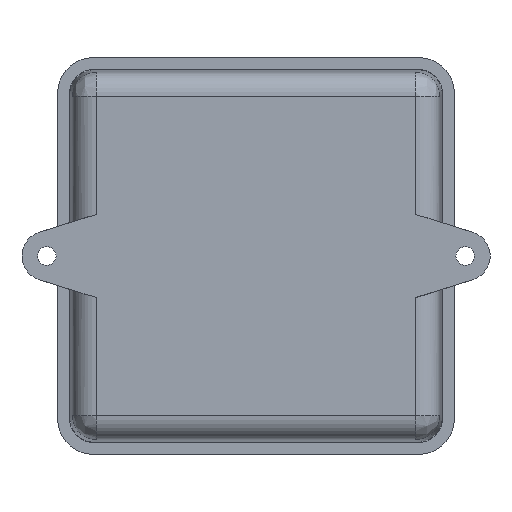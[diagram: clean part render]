
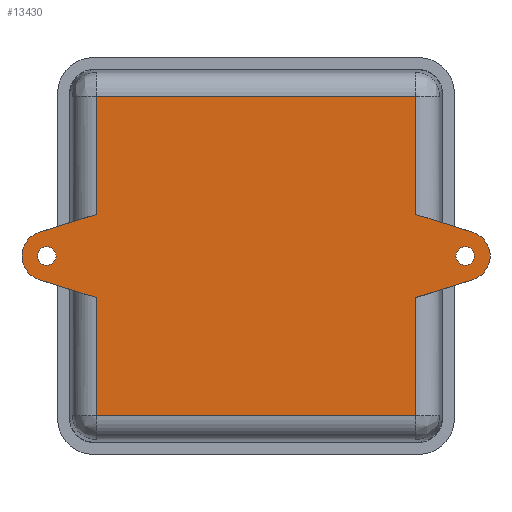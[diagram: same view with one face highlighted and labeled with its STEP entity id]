
A CAD part, front view. The second image highlights one B-rep face of the part: STEP entity #13430.
In plain terms, the highlighted planar face has unit normal (0, -1, 0).
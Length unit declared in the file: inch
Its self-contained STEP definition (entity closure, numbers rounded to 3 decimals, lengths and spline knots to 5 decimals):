
#82 = DIRECTION ( 'NONE',  ( 0.954, 0., 0.3 ) ) ;
#162 = CARTESIAN_POINT ( 'NONE',  ( -2.47216, -4.00579, -2.15063 ) ) ;
#170 = DIRECTION ( 'NONE',  ( 1., 0., 0. ) ) ;
#221 = ORIENTED_EDGE ( 'NONE', *, *, #1653, .T. ) ;
#632 = EDGE_CURVE ( 'NONE', #5113, #6651, #19157, .T. ) ;
#857 = LINE ( 'NONE', #4476, #17838 ) ;
#1445 = EDGE_CURVE ( 'NONE', #14943, #14943, #11360, .T. ) ;
#1588 = CARTESIAN_POINT ( 'NONE',  ( 2.5938, -4.00579, -0.31962 ) ) ;
#1653 = EDGE_CURVE ( 'NONE', #11453, #18792, #10822, .T. ) ;
#2329 = DIRECTION ( 'NONE',  ( 0., -1., 0. ) ) ;
#2557 = CARTESIAN_POINT ( 'NONE',  ( 2.49346, -4.00579, 0. ) ) ;
#2580 = EDGE_CURVE ( 'NONE', #7088, #19381, #12081, .T. ) ;
#2597 = LINE ( 'NONE', #9393, #4078 ) ;
#2660 = ORIENTED_EDGE ( 'NONE', *, *, #14085, .T. ) ;
#2764 = CARTESIAN_POINT ( 'NONE',  ( -2.47216, -4.00579, -0.55967 ) ) ;
#2794 = CARTESIAN_POINT ( 'NONE',  ( -0.32154, -4.00579, 0. ) ) ;
#2813 = EDGE_CURVE ( 'NONE', #6844, #12276, #19572, .T. ) ;
#2816 = CIRCLE ( 'NONE', #17627, 0.335 ) ;
#3062 = DIRECTION ( 'NONE',  ( 0., 0., -1. ) ) ;
#3098 = LINE ( 'NONE', #9600, #6817 ) ;
#3273 = CARTESIAN_POINT ( 'NONE',  ( -3.13654, -4.00579, 0. ) ) ;
#3317 = AXIS2_PLACEMENT_3D ( 'NONE', #2557, #4147, #15379 ) ;
#3332 = CARTESIAN_POINT ( 'NONE',  ( 1.82909, -4.00579, 0. ) ) ;
#3531 = DIRECTION ( 'NONE',  ( 0.954, 0., -0.3 ) ) ;
#3915 = LINE ( 'NONE', #12866, #7413 ) ;
#4030 = LINE ( 'NONE', #19753, #8550 ) ;
#4078 = VECTOR ( 'NONE', #17411, 39.37008 ) ;
#4145 = EDGE_LOOP ( 'NONE', ( #11024 ) ) ;
#4147 = DIRECTION ( 'NONE',  ( 0., 1., 0. ) ) ;
#4154 = AXIS2_PLACEMENT_3D ( 'NONE', #2794, #6121, #12596 ) ;
#4476 = CARTESIAN_POINT ( 'NONE',  ( -0.32154, -4.00579, 2.15063 ) ) ;
#4555 = EDGE_LOOP ( 'NONE', ( #11969 ) ) ;
#4652 = ORIENTED_EDGE ( 'NONE', *, *, #14213, .T. ) ;
#4802 = CARTESIAN_POINT ( 'NONE',  ( -3.13654, -4.00579, 0. ) ) ;
#4907 = DIRECTION ( 'NONE',  ( 0., 0., 1. ) ) ;
#5113 = VERTEX_POINT ( 'NONE', #7489 ) ;
#5169 = ORIENTED_EDGE ( 'NONE', *, *, #17676, .T. ) ;
#5228 = VECTOR ( 'NONE', #10318, 39.37008 ) ;
#5566 = EDGE_CURVE ( 'NONE', #19213, #20156, #4030, .T. ) ;
#5773 = CARTESIAN_POINT ( 'NONE',  ( -3.13654, -4.00579, -0.125 ) ) ;
#5928 = CARTESIAN_POINT ( 'NONE',  ( 2.5938, -4.00579, 0.31962 ) ) ;
#6121 = DIRECTION ( 'NONE',  ( 0., -1., 0. ) ) ;
#6472 = DIRECTION ( 'NONE',  ( 0., 0., -1. ) ) ;
#6518 = EDGE_CURVE ( 'NONE', #12417, #12417, #14302, .T. ) ;
#6651 = VERTEX_POINT ( 'NONE', #14926 ) ;
#6817 = VECTOR ( 'NONE', #82, 39.37008 ) ;
#6844 = VERTEX_POINT ( 'NONE', #15618 ) ;
#7088 = VERTEX_POINT ( 'NONE', #8009 ) ;
#7375 = CARTESIAN_POINT ( 'NONE',  ( -2.47216, -4.00579, 0. ) ) ;
#7413 = VECTOR ( 'NONE', #170, 39.37008 ) ;
#7489 = CARTESIAN_POINT ( 'NONE',  ( 1.82909, -4.00579, 0.55967 ) ) ;
#7873 = FACE_BOUND ( 'NONE', #4145, .T. ) ;
#8009 = CARTESIAN_POINT ( 'NONE',  ( -2.47216, -4.00579, 2.15063 ) ) ;
#8550 = VECTOR ( 'NONE', #10133, 39.37008 ) ;
#8641 = CARTESIAN_POINT ( 'NONE',  ( 1.82909, -4.00579, -2.15063 ) ) ;
#8722 = EDGE_CURVE ( 'NONE', #20156, #11453, #3915, .T. ) ;
#8733 = DIRECTION ( 'NONE',  ( 0., 0., -1. ) ) ;
#8793 = VECTOR ( 'NONE', #12055, 39.37008 ) ;
#8861 = EDGE_CURVE ( 'NONE', #12276, #19213, #18473, .T. ) ;
#9238 = VERTEX_POINT ( 'NONE', #1588 ) ;
#9353 = ORIENTED_EDGE ( 'NONE', *, *, #14857, .T. ) ;
#9393 = CARTESIAN_POINT ( 'NONE',  ( 2.5938, -4.00579, 0.31962 ) ) ;
#9600 = CARTESIAN_POINT ( 'NONE',  ( 1.82909, -4.00579, -0.55967 ) ) ;
#10133 = DIRECTION ( 'NONE',  ( 0., 0., -1. ) ) ;
#10145 = FACE_BOUND ( 'NONE', #4555, .T. ) ;
#10318 = DIRECTION ( 'NONE',  ( -0.954, 0., -0.3 ) ) ;
#10368 = CARTESIAN_POINT ( 'NONE',  ( 2.49346, -4.00579, -0.125 ) ) ;
#10471 = CARTESIAN_POINT ( 'NONE',  ( -3.23687, -4.00579, -0.31962 ) ) ;
#10822 = LINE ( 'NONE', #12108, #18144 ) ;
#10828 = PLANE ( 'NONE',  #4154 ) ;
#10933 = DIRECTION ( 'NONE',  ( -1., 0., 0. ) ) ;
#11024 = ORIENTED_EDGE ( 'NONE', *, *, #6518, .T. ) ;
#11360 = CIRCLE ( 'NONE', #3317, 0.125 ) ;
#11453 = VERTEX_POINT ( 'NONE', #8641 ) ;
#11791 = CARTESIAN_POINT ( 'NONE',  ( -3.23687, -4.00579, -0.31962 ) ) ;
#11895 = VECTOR ( 'NONE', #4907, 39.37008 ) ;
#11969 = ORIENTED_EDGE ( 'NONE', *, *, #1445, .T. ) ;
#12018 = EDGE_CURVE ( 'NONE', #6651, #7088, #857, .T. ) ;
#12055 = DIRECTION ( 'NONE',  ( 0., 0., -1. ) ) ;
#12081 = LINE ( 'NONE', #7375, #8793 ) ;
#12108 = CARTESIAN_POINT ( 'NONE',  ( 1.82909, -4.00579, 0. ) ) ;
#12276 = VERTEX_POINT ( 'NONE', #11791 ) ;
#12417 = VERTEX_POINT ( 'NONE', #5773 ) ;
#12596 = DIRECTION ( 'NONE',  ( 0., 0., -1. ) ) ;
#12866 = CARTESIAN_POINT ( 'NONE',  ( -0.32154, -4.00579, -2.15063 ) ) ;
#13430 = ADVANCED_FACE ( 'NONE', ( #10145, #7873, #14931 ), #10828, .T. ) ;
#13698 = ORIENTED_EDGE ( 'NONE', *, *, #8722, .T. ) ;
#13749 = EDGE_LOOP ( 'NONE', ( #15786, #13698, #221, #4652, #9353, #2660, #17419, #20361, #18722, #5169, #18738, #17916 ) ) ;
#14085 = EDGE_CURVE ( 'NONE', #14446, #5113, #2597, .T. ) ;
#14108 = AXIS2_PLACEMENT_3D ( 'NONE', #4802, #17536, #6472 ) ;
#14213 = EDGE_CURVE ( 'NONE', #18792, #9238, #3098, .T. ) ;
#14302 = CIRCLE ( 'NONE', #14108, 0.125 ) ;
#14446 = VERTEX_POINT ( 'NONE', #5928 ) ;
#14554 = DIRECTION ( 'NONE',  ( 0., -1., 0. ) ) ;
#14857 = EDGE_CURVE ( 'NONE', #9238, #14446, #2816, .T. ) ;
#14926 = CARTESIAN_POINT ( 'NONE',  ( 1.82909, -4.00579, 2.15063 ) ) ;
#14931 = FACE_OUTER_BOUND ( 'NONE', #13749, .T. ) ;
#14943 = VERTEX_POINT ( 'NONE', #10368 ) ;
#15379 = DIRECTION ( 'NONE',  ( 0., 0., -1. ) ) ;
#15618 = CARTESIAN_POINT ( 'NONE',  ( -3.23687, -4.00579, 0.31962 ) ) ;
#15657 = CARTESIAN_POINT ( 'NONE',  ( -2.47216, -4.00579, 0.55967 ) ) ;
#15786 = ORIENTED_EDGE ( 'NONE', *, *, #5566, .T. ) ;
#16221 = VECTOR ( 'NONE', #3531, 39.37008 ) ;
#16828 = LINE ( 'NONE', #16863, #5228 ) ;
#16863 = CARTESIAN_POINT ( 'NONE',  ( -2.47216, -4.00579, 0.55967 ) ) ;
#16897 = CARTESIAN_POINT ( 'NONE',  ( 2.49346, -4.00579, 0. ) ) ;
#16962 = DIRECTION ( 'NONE',  ( 0., 0., 1. ) ) ;
#17411 = DIRECTION ( 'NONE',  ( -0.954, 0., 0.3 ) ) ;
#17419 = ORIENTED_EDGE ( 'NONE', *, *, #632, .T. ) ;
#17536 = DIRECTION ( 'NONE',  ( 0., 1., 0. ) ) ;
#17627 = AXIS2_PLACEMENT_3D ( 'NONE', #16897, #2329, #8733 ) ;
#17676 = EDGE_CURVE ( 'NONE', #19381, #6844, #16828, .T. ) ;
#17678 = AXIS2_PLACEMENT_3D ( 'NONE', #3273, #14554, #3062 ) ;
#17838 = VECTOR ( 'NONE', #10933, 39.37008 ) ;
#17916 = ORIENTED_EDGE ( 'NONE', *, *, #8861, .T. ) ;
#18144 = VECTOR ( 'NONE', #16962, 39.37008 ) ;
#18473 = LINE ( 'NONE', #10471, #16221 ) ;
#18722 = ORIENTED_EDGE ( 'NONE', *, *, #2580, .T. ) ;
#18738 = ORIENTED_EDGE ( 'NONE', *, *, #2813, .T. ) ;
#18792 = VERTEX_POINT ( 'NONE', #20154 ) ;
#19157 = LINE ( 'NONE', #3332, #11895 ) ;
#19213 = VERTEX_POINT ( 'NONE', #2764 ) ;
#19381 = VERTEX_POINT ( 'NONE', #15657 ) ;
#19572 = CIRCLE ( 'NONE', #17678, 0.335 ) ;
#19753 = CARTESIAN_POINT ( 'NONE',  ( -2.47216, -4.00579, 0. ) ) ;
#20154 = CARTESIAN_POINT ( 'NONE',  ( 1.82909, -4.00579, -0.55967 ) ) ;
#20156 = VERTEX_POINT ( 'NONE', #162 ) ;
#20361 = ORIENTED_EDGE ( 'NONE', *, *, #12018, .T. ) ;
